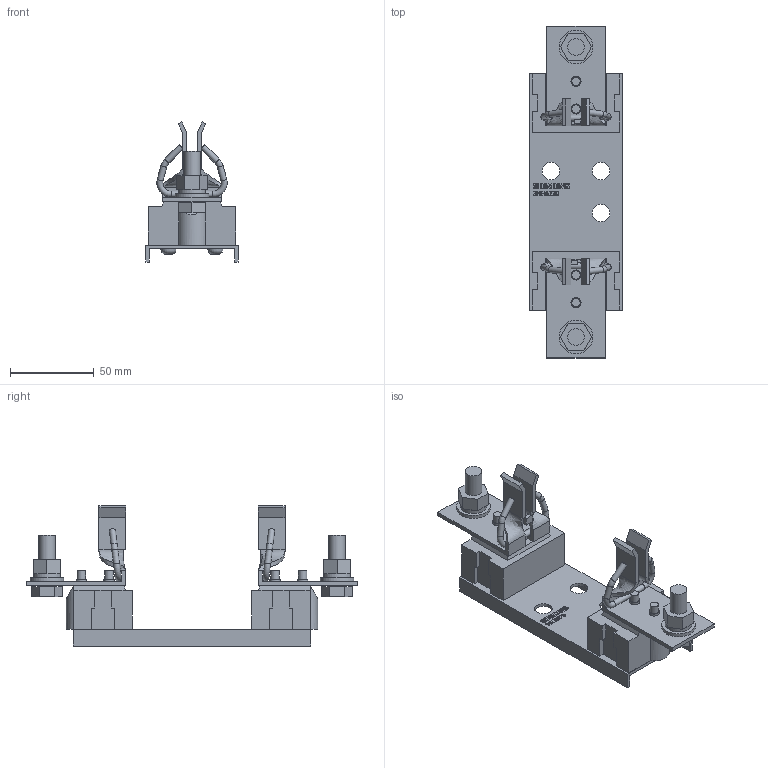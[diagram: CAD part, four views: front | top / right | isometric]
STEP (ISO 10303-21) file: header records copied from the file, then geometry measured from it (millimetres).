
FILE_DESCRIPTION(/* description */ (''),/* implementation_level */ '2;1');
FILE_NAME(/* name */ '3NH6220_000156041_V.stp',/* time_stamp */ '2024-10-11T13:58:24+02:00',/* author */ (''),/* organization */ (''),/* preprocessor_version */ 'ST-DEVELOPER v18.101',/* originating_system */ 'SIEMENS PLM Software NX 2007',/* authorisation */ '');
FILE_SCHEMA (('AUTOMOTIVE_DESIGN { 1 0 10303 214 3 1 1 1 }'));
Length unit declared in the file: millimetre
Products named in the file (1): 3NH6220_000156041_V
Bounding box: 55 x 198 x 83.6 mm (x, y, z)
Volume: 140299.4 mm3; surface area: 50191.6 mm2
Topology: 1 solids, 5 shells, 464 faces, 1230 edges, 810 vertices
Faces by surface type: plane 309, cylinder 90, extrusion 23, bspline 22, torus 8, cone 8, revolution 4
Full cylindrical faces by diameter (mm): 3.6 x10, 5 x8, 6 x4, 10 x4, 10.5 x3, 16 x2, 20 x2
Entity records: 39504 total; most frequent: CARTESIAN_POINT 25891, ORIENTED_EDGE 2266, DIRECTION 1981, EDGE_CURVE 1133, VECTOR 821, LINE 798, VERTEX_POINT 770, AXIS2_PLACEMENT_3D 578
